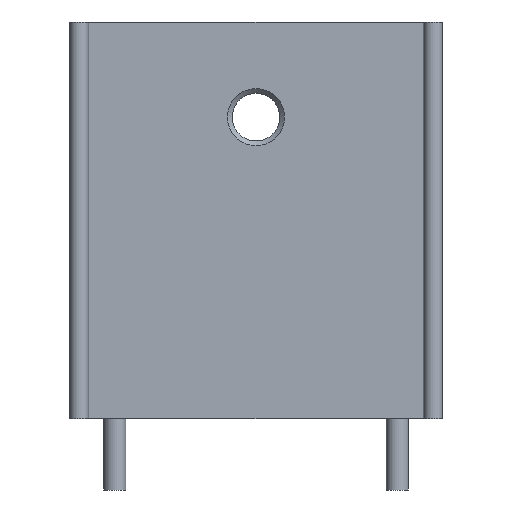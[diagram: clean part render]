
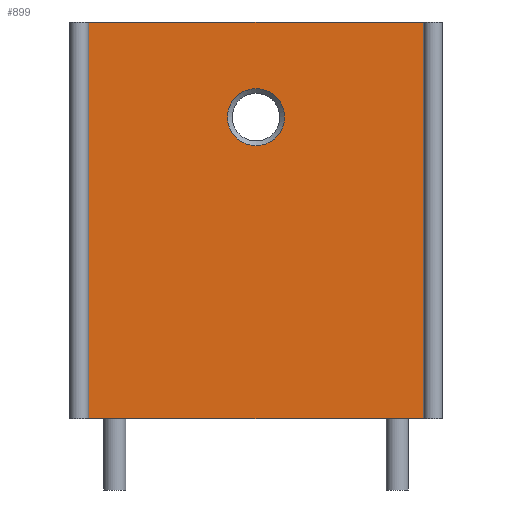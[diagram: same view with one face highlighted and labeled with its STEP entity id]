
A CAD part, front view. The second image highlights one B-rep face of the part: STEP entity #899.
In plain terms, the highlighted planar face has unit normal (0, -1, 0).
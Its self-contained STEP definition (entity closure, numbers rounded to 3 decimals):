
#13=FACE_BOUND('',#298,.T.);
#22=LINE('',#1332,#122);
#23=LINE('',#1334,#123);
#24=LINE('',#1336,#124);
#25=LINE('',#1337,#125);
#122=VECTOR('',#1071,10.);
#123=VECTOR('',#1072,10.);
#124=VECTOR('',#1073,10.);
#125=VECTOR('',#1074,10.);
#247=FACE_OUTER_BOUND('',#297,.T.);
#297=EDGE_LOOP('',(#612,#613,#614,#615));
#298=EDGE_LOOP('',(#616));
#346=CIRCLE('',#966,1.8);
#378=VERTEX_POINT('',#1318);
#382=VERTEX_POINT('',#1330);
#383=VERTEX_POINT('',#1331);
#384=VERTEX_POINT('',#1333);
#385=VERTEX_POINT('',#1335);
#467=EDGE_CURVE('',#378,#378,#346,.T.);
#473=EDGE_CURVE('',#382,#383,#22,.T.);
#474=EDGE_CURVE('',#382,#384,#23,.T.);
#475=EDGE_CURVE('',#385,#384,#24,.T.);
#476=EDGE_CURVE('',#383,#385,#25,.T.);
#612=ORIENTED_EDGE('',*,*,#473,.F.);
#613=ORIENTED_EDGE('',*,*,#474,.T.);
#614=ORIENTED_EDGE('',*,*,#475,.F.);
#615=ORIENTED_EDGE('',*,*,#476,.F.);
#616=ORIENTED_EDGE('',*,*,#467,.F.);
#862=PLANE('',#971);
#899=ADVANCED_FACE('',(#247,#13),#862,.F.);
#966=AXIS2_PLACEMENT_3D('',#1319,#1057,#1058);
#971=AXIS2_PLACEMENT_3D('',#1329,#1069,#1070);
#1057=DIRECTION('center_axis',(0.,-1.,0.));
#1058=DIRECTION('ref_axis',(0.,0.,1.));
#1069=DIRECTION('center_axis',(0.,1.,0.));
#1070=DIRECTION('ref_axis',(-1.,0.,0.));
#1071=DIRECTION('',(-1.,0.,0.));
#1072=DIRECTION('',(0.,0.,1.));
#1073=DIRECTION('',(1.,0.,0.));
#1074=DIRECTION('',(0.,0.,1.));
#1318=CARTESIAN_POINT('',(0.,0.,17.2));
#1319=CARTESIAN_POINT('Origin',(0.,0.,19.));
#1329=CARTESIAN_POINT('Origin',(0.,0.,0.));
#1330=CARTESIAN_POINT('',(10.55,0.,0.));
#1331=CARTESIAN_POINT('',(-10.55,0.,0.));
#1332=CARTESIAN_POINT('',(0.,0.,0.));
#1333=CARTESIAN_POINT('',(10.55,0.,25.));
#1334=CARTESIAN_POINT('',(10.55,0.,0.));
#1335=CARTESIAN_POINT('',(-10.55,0.,25.));
#1336=CARTESIAN_POINT('',(0.,0.,25.));
#1337=CARTESIAN_POINT('',(-10.55,0.,0.));
